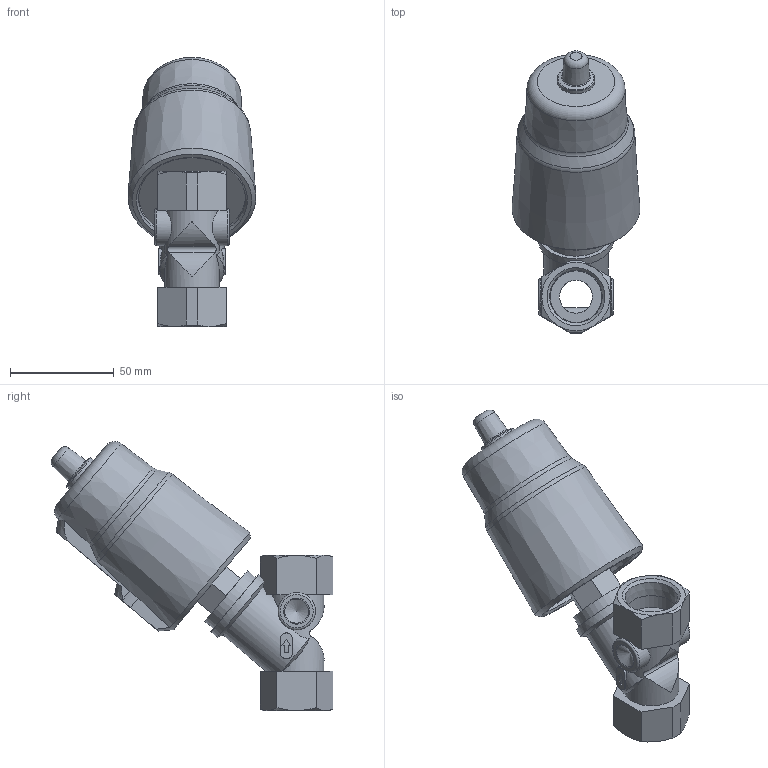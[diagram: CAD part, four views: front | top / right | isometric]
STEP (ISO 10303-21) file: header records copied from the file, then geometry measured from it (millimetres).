
FILE_DESCRIPTION(/* description */ ('STEP AP214'),/* implementation_level */ '2;1');
FILE_NAME(/* name */ '1002536_VZXF-L-M22C-M-B-N34-160-H3B1-50-16',/* time_stamp */ '2024-09-18T13:23:33+02:00',/* author */ ('License CC BY-ND 4.0'),/* organization */ ('CADENAS'),/* preprocessor_version */ 'ST-DEVELOPER v19.3',/* originating_system */ 'PARTsolutions',/* authorisation */ ' ');
FILE_SCHEMA (('AUTOMOTIVE_DESIGN {1 0 10303 214 3 1 1}'));
Length unit declared in the file: millimetre
Products named in the file (2): 1002536 VZXF-L-M22C-M-B-N34-160-H3B1-50-16; 1001805 VZXF-L-M22C-M-B-N34-160-H3B1-50-16---(V)
Assembly tree (1 placements, depth 2):
  1002536 VZXF-L-M22C-M-B-N34-160-H3B1-50-16
    1001805 VZXF-L-M22C-M-B-N34-160-H3B1-50-16---(V)
Bounding box: 61.68 x 136.1 x 130 mm (x, y, z)
Volume: 261589.8 mm3; surface area: 38472.8 mm2
Topology: 1 solids, 1 shells, 135 faces, 327 edges, 209 vertices
Faces by surface type: plane 67, cone 32, cylinder 26, torus 10
Full cylindrical faces by diameter (mm): 8.566 x1, 16 x1, 18 x2, 18.2 x1, 24.935 x2, 32 x1, 36 x1, 51.7 x1
Entity records: 4022 total; most frequent: CARTESIAN_POINT 1057, DIRECTION 579, ORIENTED_EDGE 576, EDGE_CURVE 288, AXIS2_PLACEMENT_3D 234, VERTEX_POINT 202, FACE_BOUND 184, EDGE_LOOP 182
